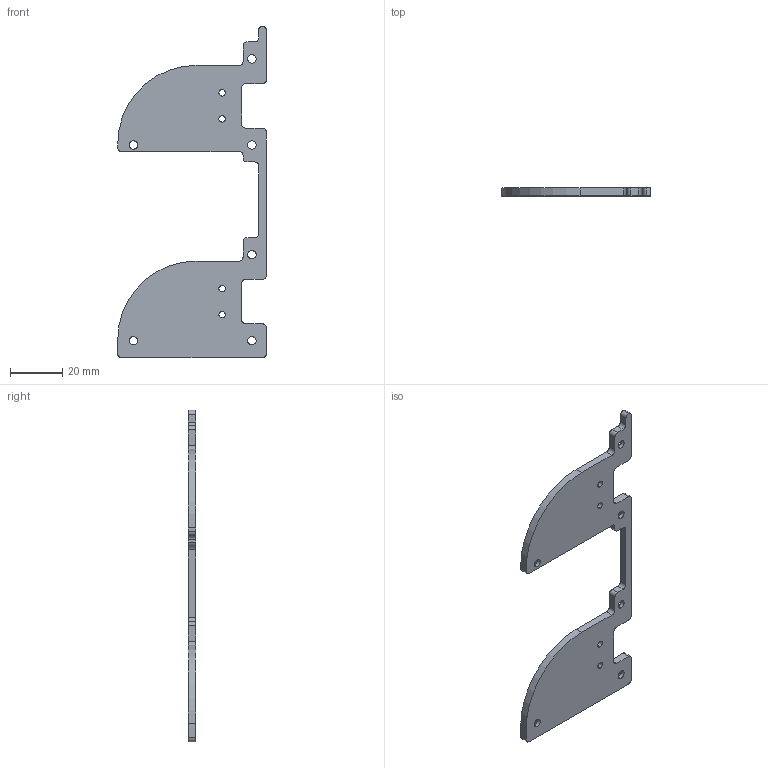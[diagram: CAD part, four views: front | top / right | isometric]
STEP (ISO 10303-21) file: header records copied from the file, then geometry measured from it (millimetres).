
FILE_DESCRIPTION (( 'STEP AP214' ), '1' );
FILE_NAME ('G-USS19-018.STEP', '2018-11-26T07:32:00', ( 'Baume' ), ( '' ), 'SwSTEP 2.0', 'SolidWorks 2016', '' );
FILE_SCHEMA (( 'AUTOMOTIVE_DESIGN' ));
Length unit declared in the file: millimetre
Products named in the file (1): G-USS19-018
Bounding box: 56.9 x 3 x 127 mm (x, y, z)
Volume: 10420 mm3; surface area: 8663.8 mm2
Topology: 1 solids, 1 shells, 89 faces, 244 edges, 156 vertices
Faces by surface type: cylinder 44, plane 25, cone 20
Entity records: 3020 total; most frequent: DIRECTION 530, CARTESIAN_POINT 506, ORIENTED_EDGE 488, EDGE_CURVE 244, AXIS2_PLACEMENT_3D 198, VERTEX_POINT 156, LINE 134, VECTOR 134
